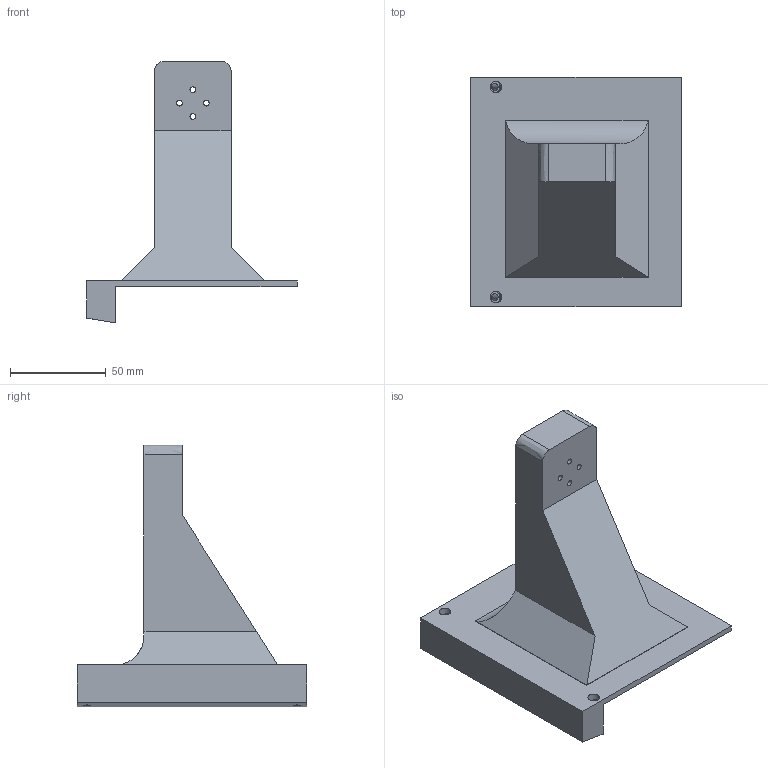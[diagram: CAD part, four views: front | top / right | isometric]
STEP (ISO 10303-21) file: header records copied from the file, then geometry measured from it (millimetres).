
FILE_DESCRIPTION(/* description */ (''),/* implementation_level */ '2;1');
FILE_NAME(/* name */ 'PRINTHISONEARMM.step',/* time_stamp */ '2024-11-16T11:18:10-05:00',/* author */ (''),/* organization */ (''),/* preprocessor_version */ 'ST-DEVELOPER v20',/* originating_system */ 'Autodesk Translation Framework v13.20.0.188',/* authorisation */ '');
FILE_SCHEMA (('AUTOMOTIVE_DESIGN { 1 0 10303 214 3 1 1 }'));
Length unit declared in the file: millimetre
Products named in the file (2): UPDATEDARMANDPLATE; plate
Assembly tree (1 placements, depth 2):
  UPDATEDARMANDPLATE
    plate
Bounding box: 110 x 120 x 137 mm (x, y, z)
Volume: 264229.4 mm3; surface area: 48791.6 mm2
Topology: 1 solids, 1 shells, 33 faces, 92 edges, 60 vertices
Faces by surface type: plane 22, cylinder 9, bspline 2
Full cylindrical faces by diameter (mm): 3 x4, 3.6 x2, 6 x2
Entity records: 1237 total; most frequent: CARTESIAN_POINT 302, ORIENTED_EDGE 184, DIRECTION 178, EDGE_CURVE 92, VERTEX_POINT 60, AXIS2_PLACEMENT_3D 60, LINE 58, VECTOR 58
